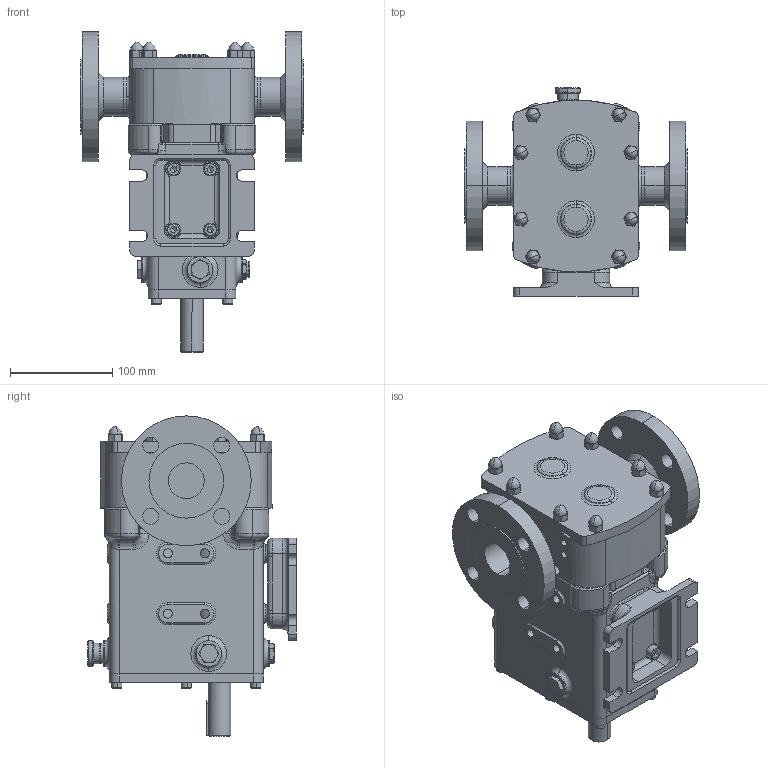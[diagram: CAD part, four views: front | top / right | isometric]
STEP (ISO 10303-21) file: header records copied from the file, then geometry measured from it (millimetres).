
FILE_DESCRIPTION (( 'STEP AP214' ), '1' );
FILE_NAME ('GA3654.STEP', '2024-11-06T20:48:13', ( '' ), ( '' ), 'SwSTEP 2.0', 'SolidWorks 2023', '' );
FILE_SCHEMA (( 'AUTOMOTIVE_DESIGN' ));
Length unit declared in the file: millimetre
Products named in the file (3): Copy of R0180 CPP H BSD^GA3654; Copy of Z94-5301-22 - 1.5 INCH ASA 150^GA3654; GA3654
Assembly tree (3 placements, depth 2):
  GA3654
    Copy of R0180 CPP H BSD^GA3654
    Copy of Z94-5301-22 - 1.5 INCH ASA 150^GA3654  x2
Bounding box: 218 x 203.86 x 313.3 mm (x, y, z)
Volume: 4046012.7 mm3; surface area: 304249.7 mm2
Topology: 3 solids, 3 shells, 1216 faces, 3000 edges, 1836 vertices
Faces by surface type: plane 372, cylinder 333, cone 188, bspline 184, torus 137, sphere 2
Entity records: 40201 total; most frequent: CARTESIAN_POINT 13836, ORIENTED_EDGE 5808, DIRECTION 5309, EDGE_CURVE 2904, AXIS2_PLACEMENT_3D 2195, VERTEX_POINT 1802, EDGE_LOOP 1302, FACE_OUTER_BOUND 1194
